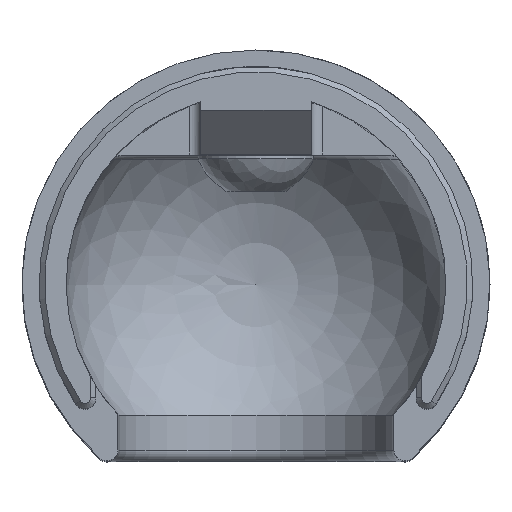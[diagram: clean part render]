
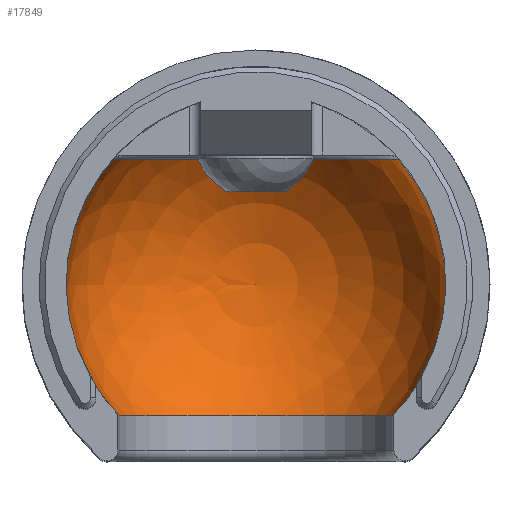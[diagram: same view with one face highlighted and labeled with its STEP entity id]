
A CAD part, top view. The second image highlights one B-rep face of the part: STEP entity #17849.
In plain terms, the highlighted spherical face has radius 17.2 mm.
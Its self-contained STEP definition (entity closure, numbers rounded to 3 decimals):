
#493 = CARTESIAN_POINT ( 'NONE',  ( -12.914, 11.36, -30. ) ) ;
#574 = VERTEX_POINT ( 'NONE', #1315 ) ;
#597 = DIRECTION ( 'NONE',  ( 0., -1., 0. ) ) ;
#724 = CARTESIAN_POINT ( 'NONE',  ( 0., 11.36, -30. ) ) ;
#1037 = EDGE_CURVE ( 'NONE', #8954, #574, #1302, .T. ) ;
#1277 = CIRCLE ( 'NONE', #16824, 17.2 ) ;
#1302 = CIRCLE ( 'NONE', #9960, 12.5 ) ;
#1315 = CARTESIAN_POINT ( 'NONE',  ( 12.5, -11.815, -30. ) ) ;
#2431 = EDGE_CURVE ( 'NONE', #19801, #574, #1277, .T. ) ;
#2463 = DIRECTION ( 'NONE',  ( 1., 0., 0. ) ) ;
#3557 = CIRCLE ( 'NONE', #15068, 12.914 ) ;
#3637 = CARTESIAN_POINT ( 'NONE',  ( -12.5, -11.815, -30. ) ) ;
#5117 = CARTESIAN_POINT ( 'NONE',  ( 0., 0., -30. ) ) ;
#5500 = DIRECTION ( 'NONE',  ( -1., 0., 0. ) ) ;
#6896 = DIRECTION ( 'NONE',  ( 0., 0., -1. ) ) ;
#7636 = CIRCLE ( 'NONE', #18507, 17.2 ) ;
#8151 = DIRECTION ( 'NONE',  ( 0., 1., 0. ) ) ;
#8364 = DIRECTION ( 'NONE',  ( 0., 0., -1. ) ) ;
#8954 = VERTEX_POINT ( 'NONE', #3637 ) ;
#8972 = SPHERICAL_SURFACE ( 'NONE', #20297, 17.2 ) ;
#9706 = VERTEX_POINT ( 'NONE', #493 ) ;
#9960 = AXIS2_PLACEMENT_3D ( 'NONE', #11753, #597, #2463 ) ;
#10062 = DIRECTION ( 'NONE',  ( 1., 0., 0. ) ) ;
#10529 = ORIENTED_EDGE ( 'NONE', *, *, #1037, .T. ) ;
#11508 = EDGE_CURVE ( 'NONE', #19801, #9706, #3557, .T. ) ;
#11718 = EDGE_CURVE ( 'NONE', #8954, #9706, #7636, .T. ) ;
#11753 = CARTESIAN_POINT ( 'NONE',  ( 0., -11.815, -30. ) ) ;
#12006 = CARTESIAN_POINT ( 'NONE',  ( 12.914, 11.36, -30. ) ) ;
#12304 = ORIENTED_EDGE ( 'NONE', *, *, #11718, .F. ) ;
#12754 = FACE_OUTER_BOUND ( 'NONE', #18451, .T. ) ;
#12809 = DIRECTION ( 'NONE',  ( 0., 0., -1. ) ) ;
#13742 = DIRECTION ( 'NONE',  ( 0., 0., -1. ) ) ;
#14466 = DIRECTION ( 'NONE',  ( 1., 0., 0. ) ) ;
#15068 = AXIS2_PLACEMENT_3D ( 'NONE', #724, #8151, #13742 ) ;
#16155 = ORIENTED_EDGE ( 'NONE', *, *, #2431, .F. ) ;
#16196 = ORIENTED_EDGE ( 'NONE', *, *, #11508, .T. ) ;
#16689 = CARTESIAN_POINT ( 'NONE',  ( 0., 0., -30. ) ) ;
#16824 = AXIS2_PLACEMENT_3D ( 'NONE', #17599, #8364, #10062 ) ;
#17599 = CARTESIAN_POINT ( 'NONE',  ( 0., 0., -30. ) ) ;
#17849 = ADVANCED_FACE ( 'NONE', ( #12754 ), #8972, .F. ) ;
#18451 = EDGE_LOOP ( 'NONE', ( #16155, #16196, #12304, #10529 ) ) ;
#18507 = AXIS2_PLACEMENT_3D ( 'NONE', #5117, #6896, #14466 ) ;
#19801 = VERTEX_POINT ( 'NONE', #12006 ) ;
#20297 = AXIS2_PLACEMENT_3D ( 'NONE', #16689, #12809, #5500 ) ;
